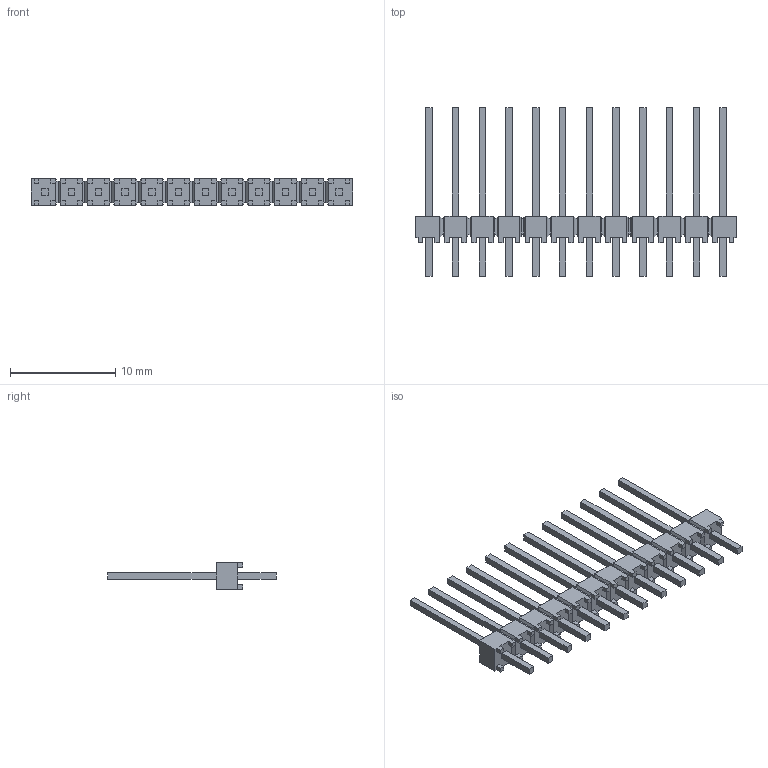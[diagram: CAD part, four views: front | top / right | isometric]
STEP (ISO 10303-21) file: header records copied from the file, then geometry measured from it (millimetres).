
FILE_DESCRIPTION(/* description */ ('STEP AP214'),/* implementation_level */ '2;1');
FILE_NAME(/* name */ 'MTSW-112-22-S-S-405',/* time_stamp */ '2025-07-15T15:26:27+02:00',/* author */ ('License CC BY-ND 4.0'),/* organization */ ('CADENAS'),/* preprocessor_version */ 'ST-DEVELOPER v19.3',/* originating_system */ 'PARTsolutions',/* authorisation */ ' ');
FILE_SCHEMA (('AUTOMOTIVE_DESIGN {1 0 10303 214 3 1 1}'));
Length unit declared in the file: inch
Products named in the file (3): MTSW-112-22-S-S-405; MTSW-112-22-S-S-405_body; MTSW-112-22-S-405
Assembly tree (2 placements, depth 2):
  MTSW-112-22-S-S-405
    MTSW-112-22-S-S-405_body
    MTSW-112-22-S-405
Bounding box: 30.48 x 16 x 2.54 mm (x, y, z)
Volume: 224.9 mm3; surface area: 942.7 mm2
Topology: 2 solids, 2 shells, 526 faces, 1362 edges, 864 vertices
Faces by surface type: plane 526
Entity records: 15656 total; most frequent: CARTESIAN_POINT 2755, ORIENTED_EDGE 2724, DIRECTION 2420, EDGE_CURVE 1362, LINE 1362, VECTOR 1362, VERTEX_POINT 864, EDGE_LOOP 574
